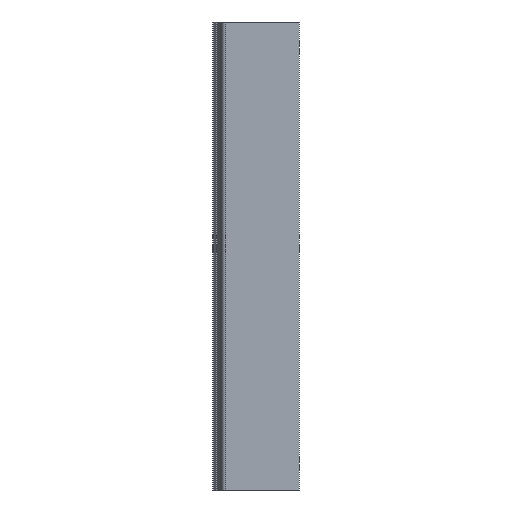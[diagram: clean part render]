
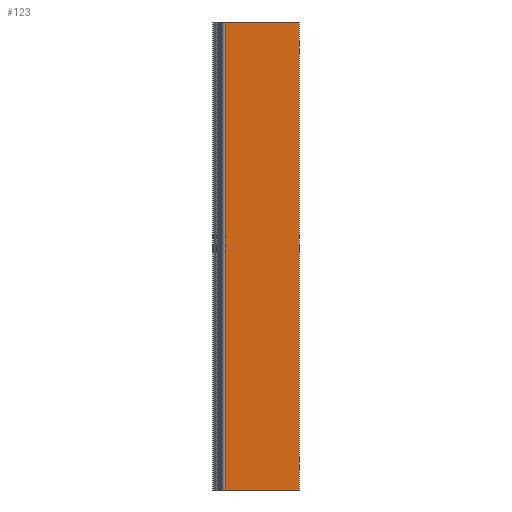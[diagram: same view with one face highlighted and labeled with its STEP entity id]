
A CAD part, left-side view. The second image highlights one B-rep face of the part: STEP entity #123.
In plain terms, the highlighted planar face has unit normal (-1, 0, 0).
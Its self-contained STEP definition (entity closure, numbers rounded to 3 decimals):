
#123 = ADVANCED_FACE( '', ( #250 ), #251, .F. );
#250 = FACE_OUTER_BOUND( '', #370, .T. );
#251 = PLANE( '', #371 );
#370 = EDGE_LOOP( '', ( #672, #673, #674, #675 ) );
#371 = AXIS2_PLACEMENT_3D( '', #676, #677, #678 );
#672 = ORIENTED_EDGE( '', *, *, #784, .T. );
#673 = ORIENTED_EDGE( '', *, *, #815, .F. );
#674 = ORIENTED_EDGE( '', *, *, #810, .F. );
#675 = ORIENTED_EDGE( '', *, *, #733, .T. );
#676 = CARTESIAN_POINT( '', ( 0., 21.375, 67.5 ) );
#677 = DIRECTION( '', ( 1., 0., 0. ) );
#678 = DIRECTION( '', ( 0., 0., -1. ) );
#733 = EDGE_CURVE( '', #886, #884, #887, .T. );
#784 = EDGE_CURVE( '', #884, #961, #963, .T. );
#810 = EDGE_CURVE( '', #886, #991, #992, .T. );
#815 = EDGE_CURVE( '', #991, #961, #997, .T. );
#884 = VERTEX_POINT( '', #1080 );
#886 = VERTEX_POINT( '', #1082 );
#887 = LINE( '', #1083, #1084 );
#961 = VERTEX_POINT( '', #1187 );
#963 = LINE( '', #1190, #1191 );
#991 = VERTEX_POINT( '', #1230 );
#992 = LINE( '', #1231, #1232 );
#997 = LINE( '', #1239, #1240 );
#1080 = CARTESIAN_POINT( '', ( 0., 21.375, -67.5 ) );
#1082 = CARTESIAN_POINT( '', ( 0., 21.375, 67.5 ) );
#1083 = CARTESIAN_POINT( '', ( 0., 21.375, 67.5 ) );
#1084 = VECTOR( '', #1303, 1000. );
#1187 = CARTESIAN_POINT( '', ( 0., 0., -67.5 ) );
#1190 = CARTESIAN_POINT( '', ( 0., 21.375, -67.5 ) );
#1191 = VECTOR( '', #1361, 1000. );
#1230 = CARTESIAN_POINT( '', ( 0., 0., 67.5 ) );
#1231 = CARTESIAN_POINT( '', ( 0., 21.375, 67.5 ) );
#1232 = VECTOR( '', #1376, 1000. );
#1239 = CARTESIAN_POINT( '', ( 0., 0., 67.5 ) );
#1240 = VECTOR( '', #1382, 1000. );
#1303 = DIRECTION( '', ( 0., 0., -1. ) );
#1361 = DIRECTION( '', ( 0., -1., 0. ) );
#1376 = DIRECTION( '', ( 0., -1., 0. ) );
#1382 = DIRECTION( '', ( 0., 0., -1. ) );
